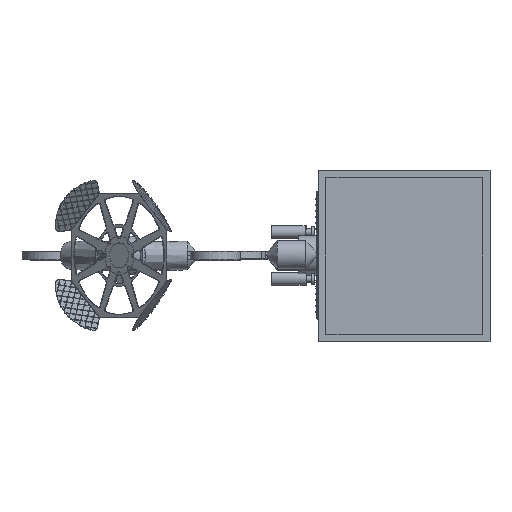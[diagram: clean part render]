
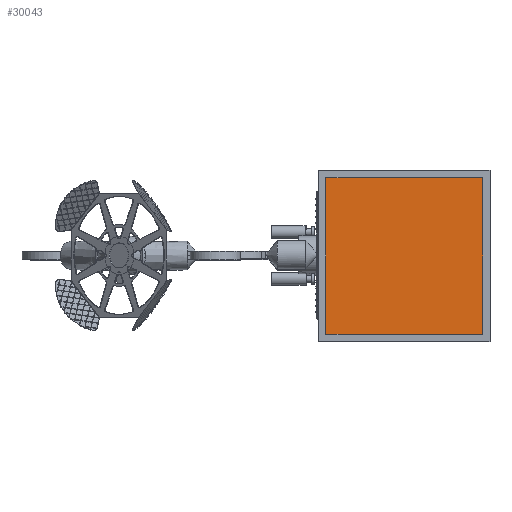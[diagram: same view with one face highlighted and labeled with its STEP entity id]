
A CAD part, left-side view. The second image highlights one B-rep face of the part: STEP entity #30043.
In plain terms, the highlighted free-form (B-spline) face has degree [1, 1] with [2, 2] control points.
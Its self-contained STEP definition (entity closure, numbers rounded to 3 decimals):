
#29781 = EDGE_CURVE('',#29782,#29784,#29786,.T.);
#29782 = VERTEX_POINT('',#29783);
#29783 = CARTESIAN_POINT('',(-129.171,1635.966,
    1136.035));
#29784 = VERTEX_POINT('',#29785);
#29785 = CARTESIAN_POINT('',(-129.171,1635.966,
    1365.326));
#29786 = B_SPLINE_CURVE_WITH_KNOTS('',1,(#29787,#29788),.UNSPECIFIED.,
  .F.,.F.,(2,2),(-209.55,69.85),.PIECEWISE_BEZIER_KNOTS.);
#29787 = CARTESIAN_POINT('',(-129.171,1635.966,
    1136.035));
#29788 = CARTESIAN_POINT('',(-129.171,1635.966,
    1365.326));
#29817 = EDGE_CURVE('',#29784,#29818,#29820,.T.);
#29818 = VERTEX_POINT('',#29819);
#29819 = CARTESIAN_POINT('',(-129.171,1865.257,
    1365.326));
#29820 = B_SPLINE_CURVE_WITH_KNOTS('',1,(#29821,#29822),.UNSPECIFIED.,
  .F.,.F.,(2,2),(-209.55,69.85),.PIECEWISE_BEZIER_KNOTS.);
#29821 = CARTESIAN_POINT('',(-129.171,1635.966,
    1365.326));
#29822 = CARTESIAN_POINT('',(-129.171,1865.257,
    1365.326));
#29845 = EDGE_CURVE('',#29818,#29846,#29848,.T.);
#29846 = VERTEX_POINT('',#29847);
#29847 = CARTESIAN_POINT('',(-129.171,1865.257,
    1136.035));
#29848 = B_SPLINE_CURVE_WITH_KNOTS('',1,(#29849,#29850),.UNSPECIFIED.,
  .F.,.F.,(2,2),(-209.55,69.85),.PIECEWISE_BEZIER_KNOTS.);
#29849 = CARTESIAN_POINT('',(-129.171,1865.257,
    1365.326));
#29850 = CARTESIAN_POINT('',(-129.171,1865.257,
    1136.035));
#29873 = EDGE_CURVE('',#29846,#29782,#29874,.T.);
#29874 = B_SPLINE_CURVE_WITH_KNOTS('',1,(#29875,#29876),.UNSPECIFIED.,
  .F.,.F.,(2,2),(-209.55,69.85),.PIECEWISE_BEZIER_KNOTS.);
#29875 = CARTESIAN_POINT('',(-129.171,1865.257,
    1136.035));
#29876 = CARTESIAN_POINT('',(-129.171,1635.966,
    1136.035));
#30043 = ADVANCED_FACE('',(#30044),#30050,.F.);
#30044 = FACE_BOUND('',#30045,.T.);
#30045 = EDGE_LOOP('',(#30046,#30047,#30048,#30049));
#30046 = ORIENTED_EDGE('',*,*,#29781,.T.);
#30047 = ORIENTED_EDGE('',*,*,#29817,.T.);
#30048 = ORIENTED_EDGE('',*,*,#29845,.T.);
#30049 = ORIENTED_EDGE('',*,*,#29873,.T.);
#30050 = B_SPLINE_SURFACE_WITH_KNOTS('',1,1,(
    (#30051,#30052)
    ,(#30053,#30054
    )),.UNSPECIFIED.,.F.,.F.,.F.,(2,2),(2,2),(-139.7,139.7),(-139.7,
    139.7),.PIECEWISE_BEZIER_KNOTS.);
#30051 = CARTESIAN_POINT('',(-129.171,1865.257,
    1365.326));
#30052 = CARTESIAN_POINT('',(-129.171,1865.257,
    1136.035));
#30053 = CARTESIAN_POINT('',(-129.171,1635.966,
    1365.326));
#30054 = CARTESIAN_POINT('',(-129.171,1635.966,
    1136.035));
